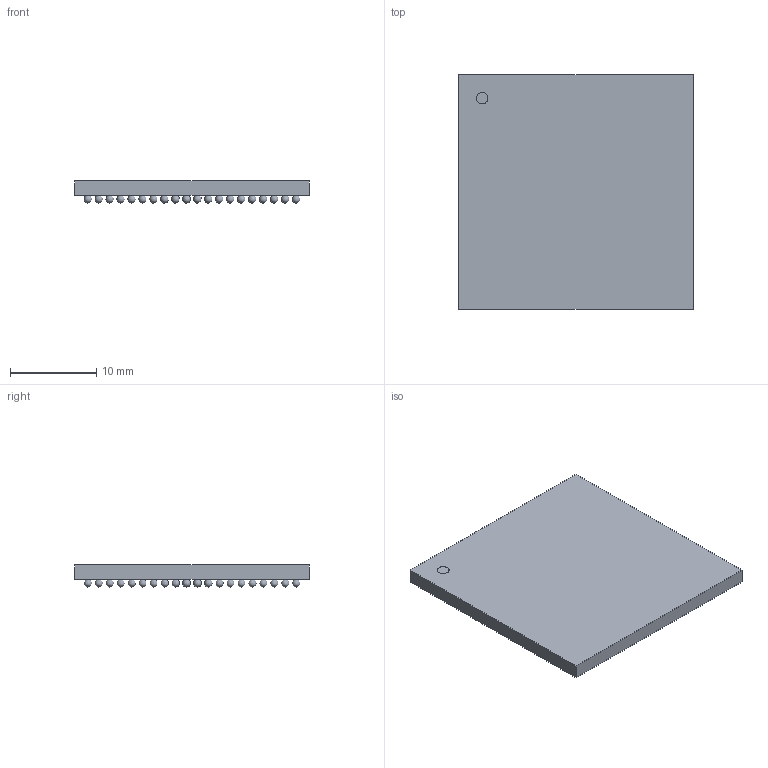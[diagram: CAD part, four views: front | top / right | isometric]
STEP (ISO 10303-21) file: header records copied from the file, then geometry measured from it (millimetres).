
FILE_DESCRIPTION(('STEP AP214'),'1');
FILE_NAME('GDP272','2025-10-18T10:10:29',(''),(''),'','','');
FILE_SCHEMA(('AUTOMOTIVE_DESIGN'));
Length unit declared in the file: millimetre
Products named in the file (1): product
Bounding box: 27.2 x 27.2 x 2.57 mm (x, y, z)
Volume: 1341.1 mm3; surface area: 2340.9 mm2
Topology: 274 solids, 274 shells, 281 faces, 831 edges, 554 vertices
Faces by surface type: sphere 272, plane 8, cylinder 1
Full cylindrical faces by diameter (mm): 1.36 x1
Entity records: 2821 total; most frequent: DIRECTION 582, CARTESIAN_POINT 295, AXIS2_PLACEMENT_3D 285, STYLED_ITEM 281, ADVANCED_FACE 281, MANIFOLD_SOLID_BREP 274, CLOSED_SHELL 274, SPHERICAL_SURFACE 272
